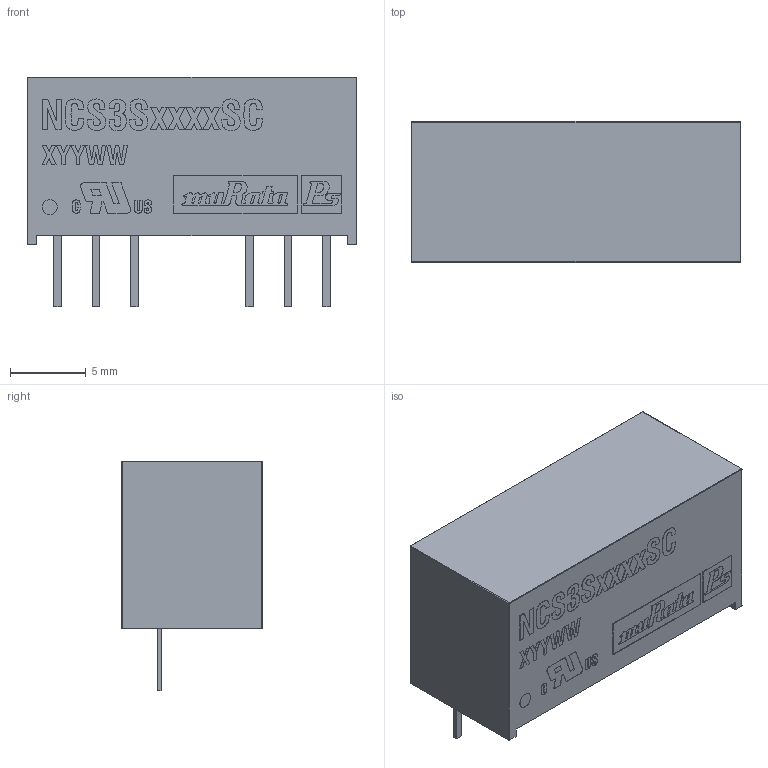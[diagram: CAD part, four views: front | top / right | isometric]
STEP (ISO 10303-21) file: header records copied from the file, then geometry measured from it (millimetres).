
FILE_DESCRIPTION(('FreeCAD Model'),'2;1');
FILE_NAME('muRata_NCS3_sp.step', '2017-12-01T15:36:24',('kicad StepUp'),('ksu MCAD'), 'Open CASCADE STEP processor 6.8','FreeCAD','Unknown');
FILE_SCHEMA(('AUTOMOTIVE_DESIGN_CC2 { 1 2 10303 214 -1 1 5 4 }'));
Length unit declared in the file: millimetre
Products named in the file (2): ASSEMBLY; muRata_NCS3_sp
Assembly tree (1 placements, depth 2):
  ASSEMBLY
    muRata_NCS3_sp
Bounding box: 21.8 x 9.32 x 15.2 mm (x, y, z)
Volume: 740.9 mm3; surface area: 2272.4 mm2
Topology: 37 solids, 37 shells, 677 faces, 1783 edges, 1182 vertices
Faces by surface type: plane 417, bspline 134, cylinder 122, sphere 4
Full cylindrical faces by diameter (mm): 1 x1
Entity records: 31593 total; most frequent: CARTESIAN_POINT 10884, ORIENTED_EDGE 3558, DIRECTION 2812, EDGE_CURVE 1779, LINE 1234, VECTOR 1234, VERTEX_POINT 1182, AXIS2_PLACEMENT_3D 789
